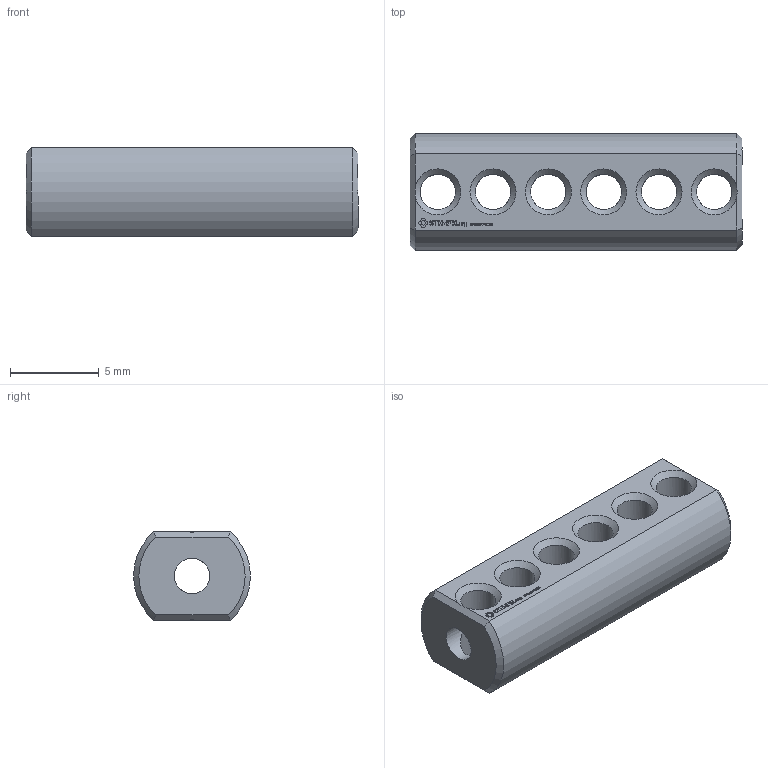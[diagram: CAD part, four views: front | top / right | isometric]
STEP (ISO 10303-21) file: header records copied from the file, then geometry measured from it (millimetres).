
FILE_DESCRIPTION(('FreeCAD Model'),'2;1');
FILE_NAME('Open CASCADE Shape Model','2024-06-18T00:10:16',(''),(''), 'Open CASCADE STEP processor 7.6','FreeCAD','Unknown');
FILE_SCHEMA(('AUTOMOTIVE_DESIGN { 1 0 10303 214 1 1 1 1 }'));
Length unit declared in the file: millimetre
Products named in the file (1): Shaft IDX BU01.50 - SPN-SFT-0126 (stemfie.org)
Bounding box: 18.75 x 6.6 x 5 mm (x, y, z)
Volume: 426.3 mm3; surface area: 581.5 mm2
Topology: 1 solids, 1 shells, 509 faces, 1447 edges, 954 vertices
Faces by surface type: plane 314, extrusion 158, cylinder 21, cone 16
Full cylindrical faces by diameter (mm): 2 x19
Entity records: 16633 total; most frequent: CARTESIAN_POINT 3859, ORIENTED_EDGE 2894, DIRECTION 2091, EDGE_CURVE 1447, VECTOR 1191, LINE 1033, VERTEX_POINT 954, FACE_BOUND 549
